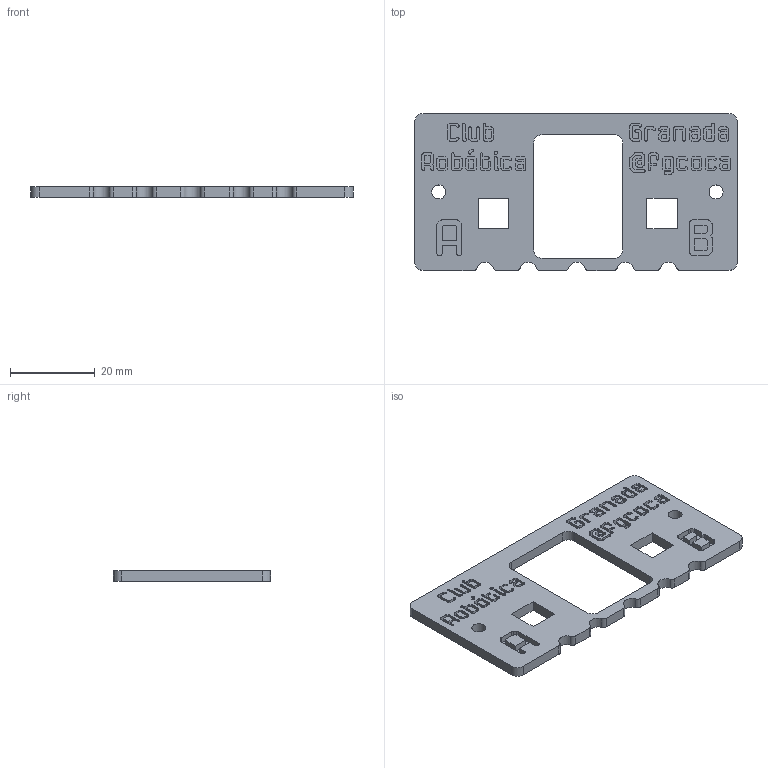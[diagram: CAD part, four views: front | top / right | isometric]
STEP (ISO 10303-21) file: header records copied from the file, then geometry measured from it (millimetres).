
FILE_DESCRIPTION(('FreeCAD Model'),'2;1');
FILE_NAME('tapa.step','2021-01-31T12:29:12',( 'Author'),(''),'Open CASCADE STEP processor 7.3','FreeCAD','Unknown' );
FILE_SCHEMA(('AUTOMOTIVE_DESIGN { 1 0 10303 214 1 1 1 1 }'));
Products named in the file (1): tapa
Bounding box: 76 x 37 x 2.5 mm (x, y, z)
Volume: 4815 mm3; surface area: 5938.6 mm2
Topology: 1 solids, 1 shells, 884 faces, 2505 edges, 1670 vertices
Faces by surface type: plane 500, extrusion 359, cylinder 25
Full cylindrical faces by diameter (mm): 3.3 x2
Entity records: 66080 total; most frequent: CARTESIAN_POINT 20755, DIRECTION 6321, VECTOR 5119, ORIENTED_EDGE 5010, PCURVE 5010, DEFINITIONAL_REPRESENTATION 5010, LINE 4760, B_SPLINE_CURVE_WITH_KNOTS 3014
